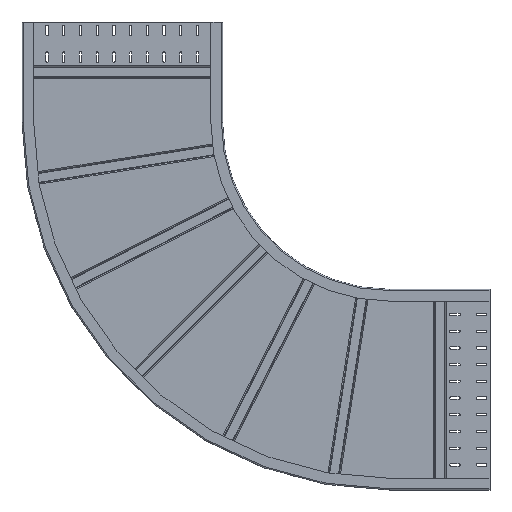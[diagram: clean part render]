
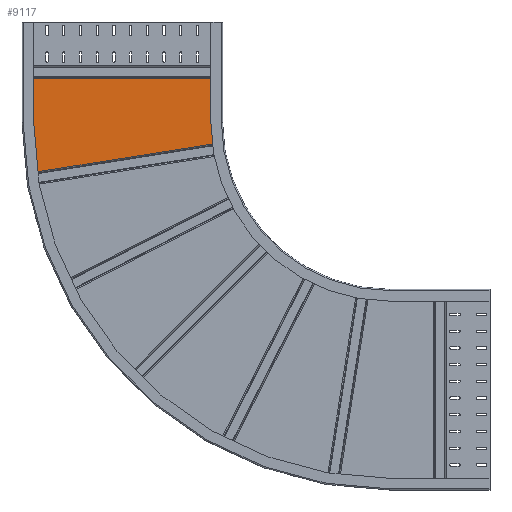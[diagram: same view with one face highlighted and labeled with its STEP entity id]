
A CAD part, front view. The second image highlights one B-rep face of the part: STEP entity #9117.
In plain terms, the highlighted planar face has unit normal (0, -1, 0).
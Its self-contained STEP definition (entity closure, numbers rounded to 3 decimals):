
#2661=CARTESIAN_POINT('',(800.,-1.5,-300.));
#2662=DIRECTION('',(0.,-1.,0.));
#2663=DIRECTION('',(-1.,0.,0.));
#2664=AXIS2_PLACEMENT_3D('',#2661,#2662,#2663);
#2666=DIRECTION('',(0.,0.,-1.));
#2667=VECTOR('',#2666,131.118);
#2668=CARTESIAN_POINT('',(-296.5,-1.5,-168.882));
#2669=LINE('',#2668,#2667);
#2670=DIRECTION('',(0.,0.,1.));
#2671=VECTOR('',#2670,131.118);
#2672=CARTESIAN_POINT('',(296.5,-1.5,-300.));
#2673=LINE('',#2672,#2671);
#2674=CARTESIAN_POINT('',(800.,-1.5,-300.));
#2675=DIRECTION('',(0.,1.,0.));
#2676=DIRECTION('',(-0.993,0.,-0.12));
#2677=AXIS2_PLACEMENT_3D('',#2674,#2675,#2676);
#2679=DIRECTION('',(0.988,0.,0.156));
#2680=VECTOR('',#2679,593.186);
#2681=CARTESIAN_POINT('',(-285.757,-1.5,-453.112));
#2682=LINE('',#2681,#2680);
#2836=DIRECTION('',(1.,0.,0.));
#2837=VECTOR('',#2836,593.);
#2838=CARTESIAN_POINT('',(-296.5,-1.5,-168.882));
#2839=LINE('',#2838,#2837);
#4427=CARTESIAN_POINT('',(300.126,-1.5,-360.318));
#4428=VERTEX_POINT('',#4427);
#4429=CARTESIAN_POINT('',(-285.757,-1.5,-453.112));
#4430=VERTEX_POINT('',#4429);
#5576=CARTESIAN_POINT('',(-296.5,-1.5,-168.882));
#5577=CARTESIAN_POINT('',(-296.5,-1.5,-300.));
#5578=VERTEX_POINT('',#5576);
#5579=VERTEX_POINT('',#5577);
#5580=CARTESIAN_POINT('',(296.5,-1.5,-168.882));
#5581=VERTEX_POINT('',#5580);
#5582=CARTESIAN_POINT('',(296.5,-1.5,-300.));
#5583=VERTEX_POINT('',#5582);
#9099=CARTESIAN_POINT('',(296.5,-1.5,-146.199));
#9100=DIRECTION('',(0.,1.,0.));
#9101=DIRECTION('',(0.,0.,1.));
#9102=AXIS2_PLACEMENT_3D('',#9099,#9100,#9101);
#9103=PLANE('',#9102);
#9105=ORIENTED_EDGE('',*,*,#9104,.F.);
#9107=ORIENTED_EDGE('',*,*,#9106,.F.);
#9109=ORIENTED_EDGE('',*,*,#9108,.T.);
#9111=ORIENTED_EDGE('',*,*,#9110,.F.);
#9113=ORIENTED_EDGE('',*,*,#9112,.F.);
#9114=ORIENTED_EDGE('',*,*,#9086,.F.);
#9115=EDGE_LOOP('',(#9105,#9107,#9109,#9111,#9113,#9114));
#9116=FACE_OUTER_BOUND('',#9115,.F.);
#9117=ADVANCED_FACE('',(#9116),#9103,.F.);
#2665=CIRCLE('',#2664,1096.5);
#2678=CIRCLE('',#2677,503.5);
#9086=EDGE_CURVE('',#4430,#4428,#2682,.T.);
#9104=EDGE_CURVE('',#5579,#4430,#2665,.T.);
#9106=EDGE_CURVE('',#5578,#5579,#2669,.T.);
#9108=EDGE_CURVE('',#5578,#5581,#2839,.T.);
#9110=EDGE_CURVE('',#5583,#5581,#2673,.T.);
#9112=EDGE_CURVE('',#4428,#5583,#2678,.T.);
